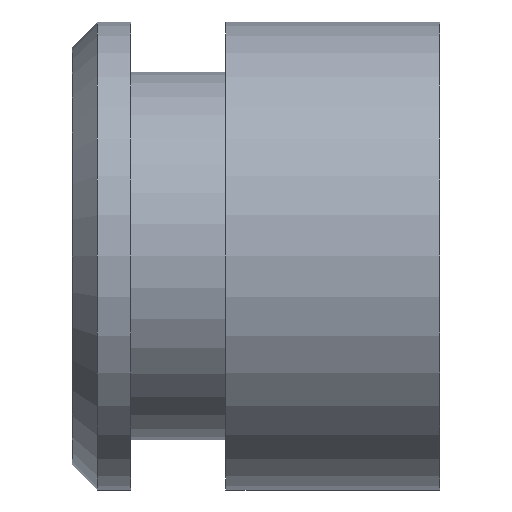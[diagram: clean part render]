
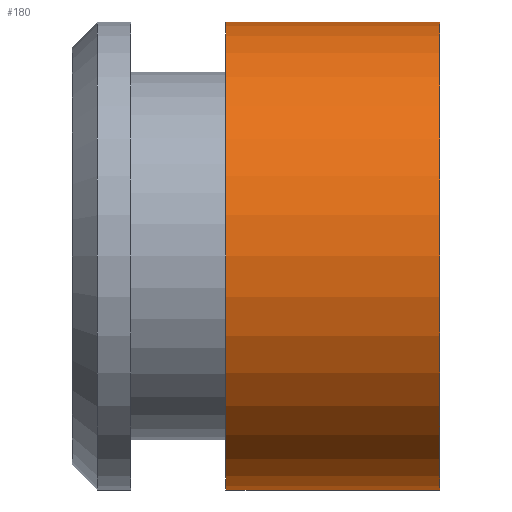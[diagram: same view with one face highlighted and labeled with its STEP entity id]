
A CAD part, front view. The second image highlights one B-rep face of the part: STEP entity #180.
In plain terms, the highlighted cylindrical face has radius 14 mm (diameter 28 mm), a full revolution.
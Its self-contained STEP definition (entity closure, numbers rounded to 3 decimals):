
#31=CYLINDRICAL_SURFACE('',#218,14.);
#42=FACE_OUTER_BOUND('',#59,.T.);
#59=EDGE_LOOP('',(#158,#159,#160,#161));
#70=LINE('',#328,#77);
#77=VECTOR('',#276,14.);
#89=CIRCLE('',#217,14.);
#90=CIRCLE('',#219,14.);
#103=VERTEX_POINT('',#323);
#104=VERTEX_POINT('',#326);
#122=EDGE_CURVE('',#103,#103,#89,.T.);
#123=EDGE_CURVE('',#104,#104,#90,.T.);
#124=EDGE_CURVE('',#104,#103,#70,.T.);
#158=ORIENTED_EDGE('',*,*,#123,.F.);
#159=ORIENTED_EDGE('',*,*,#124,.T.);
#160=ORIENTED_EDGE('',*,*,#122,.T.);
#161=ORIENTED_EDGE('',*,*,#124,.F.);
#180=ADVANCED_FACE('',(#42),#31,.T.);
#217=AXIS2_PLACEMENT_3D('',#324,#270,#271);
#218=AXIS2_PLACEMENT_3D('',#325,#272,#273);
#219=AXIS2_PLACEMENT_3D('',#327,#274,#275);
#270=DIRECTION('center_axis',(-1.,0.,0.));
#271=DIRECTION('ref_axis',(0.,0.,1.));
#272=DIRECTION('center_axis',(-1.,0.,0.));
#273=DIRECTION('ref_axis',(0.,0.,1.));
#274=DIRECTION('center_axis',(-1.,0.,0.));
#275=DIRECTION('ref_axis',(0.,0.,1.));
#276=DIRECTION('',(1.,0.,0.));
#323=CARTESIAN_POINT('',(11.,0.,-14.));
#324=CARTESIAN_POINT('Origin',(11.,0.,0.));
#325=CARTESIAN_POINT('Origin',(4.6,0.,0.));
#326=CARTESIAN_POINT('',(-1.8,0.,-14.));
#327=CARTESIAN_POINT('Origin',(-1.8,0.,0.));
#328=CARTESIAN_POINT('',(4.6,0.,-14.));
